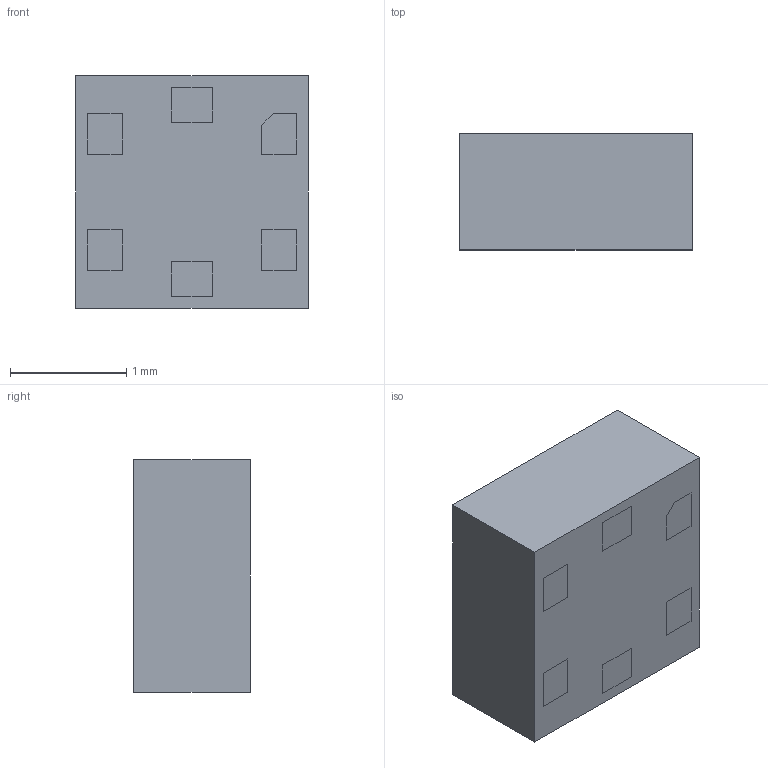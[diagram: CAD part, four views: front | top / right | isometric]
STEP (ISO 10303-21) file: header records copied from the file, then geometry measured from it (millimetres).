
FILE_DESCRIPTION (( 'STEP AP214' ), '1' );
FILE_NAME ('HTS221TR.STEP', '2018-10-07T11:05:30', ( '' ), ( '' ), 'SwSTEP 2.0', 'SolidWorks 2017', '' );
FILE_SCHEMA (( 'AUTOMOTIVE_DESIGN' ));
Length unit declared in the file: millimetre
Products named in the file (1): HTS221TR
Bounding box: 2 x 1 x 2 mm (x, y, z)
Volume: 4 mm3; surface area: 22.1 mm2
Topology: 10 solids, 10 shells, 110 faces, 246 edges, 164 vertices
Faces by surface type: plane 106, cylinder 4
Entity records: 3117 total; most frequent: CARTESIAN_POINT 521, ORIENTED_EDGE 492, DIRECTION 476, EDGE_CURVE 246, VECTOR 238, LINE 238, VERTEX_POINT 164, EDGE_LOOP 120
